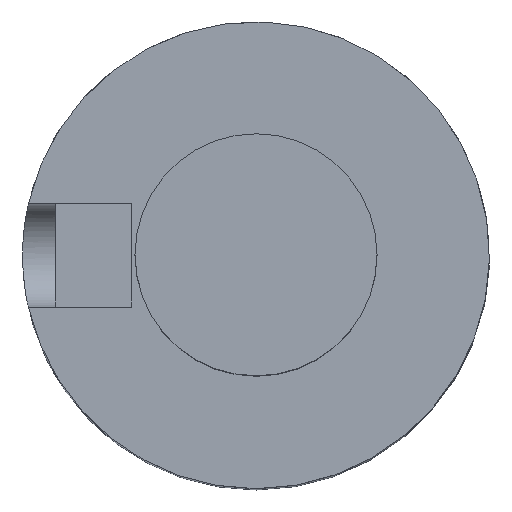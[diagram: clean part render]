
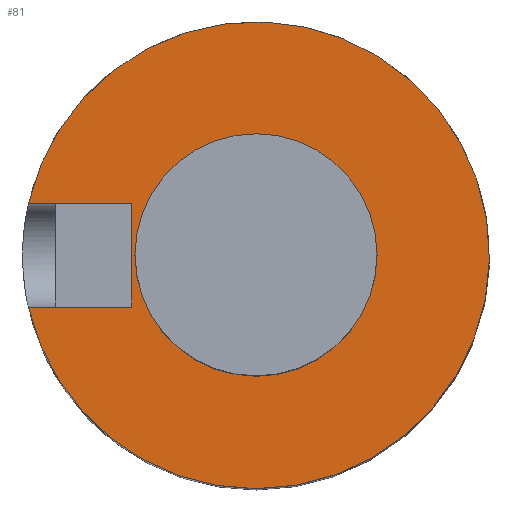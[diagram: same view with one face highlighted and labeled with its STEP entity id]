
A CAD part, top view. The second image highlights one B-rep face of the part: STEP entity #81.
In plain terms, the highlighted planar face has unit normal (0, 0, 1).
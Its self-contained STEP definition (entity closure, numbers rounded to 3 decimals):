
#81=ADVANCED_FACE('',(#125),#103,.F.);
#103=PLANE('',#500);
#125=FACE_OUTER_BOUND('',#150,.T.);
#150=EDGE_LOOP('',(#229,#230,#231,#232,#233));
#172=CIRCLE('',#497,13.5);
#173=CIRCLE('',#498,13.5);
#229=ORIENTED_EDGE('',*,*,#361,.F.);
#230=ORIENTED_EDGE('',*,*,#356,.F.);
#231=ORIENTED_EDGE('',*,*,#360,.F.);
#232=ORIENTED_EDGE('',*,*,#362,.F.);
#233=ORIENTED_EDGE('',*,*,#363,.F.);
#312=VERTEX_POINT('',#729);
#313=VERTEX_POINT('',#730);
#316=VERTEX_POINT('',#778);
#317=VERTEX_POINT('',#782);
#318=VERTEX_POINT('',#784);
#356=EDGE_CURVE('',#312,#313,#172,.T.);
#360=EDGE_CURVE('',#316,#312,#173,.T.);
#361=EDGE_CURVE('',#313,#317,#400,.T.);
#362=EDGE_CURVE('',#318,#316,#401,.T.);
#363=EDGE_CURVE('',#317,#318,#402,.T.);
#400=LINE('',#781,#436);
#401=LINE('',#783,#437);
#402=LINE('',#785,#438);
#436=VECTOR('',#586,1.);
#437=VECTOR('',#587,1.);
#438=VECTOR('',#588,1.);
#497=AXIS2_PLACEMENT_3D('',#728,#580,#581);
#498=AXIS2_PLACEMENT_3D('',#779,#582,#583);
#500=AXIS2_PLACEMENT_3D('',#786,#589,#590);
#580=DIRECTION('',(0.,0.,-1.));
#581=DIRECTION('',(0.,-1.,0.));
#582=DIRECTION('',(0.,0.,-1.));
#583=DIRECTION('',(0.,-1.,0.));
#586=DIRECTION('',(1.,0.,0.));
#587=DIRECTION('',(-1.,0.,0.));
#588=DIRECTION('',(0.,1.,0.));
#589=DIRECTION('',(0.,0.,-1.));
#590=DIRECTION('',(1.,0.,0.));
#728=CARTESIAN_POINT('',(0.,0.,0.));
#729=CARTESIAN_POINT('',(0.,-13.5,0.));
#730=CARTESIAN_POINT('',(-13.162,-3.,0.));
#778=CARTESIAN_POINT('',(-13.162,3.,0.));
#779=CARTESIAN_POINT('',(0.,0.,0.));
#781=CARTESIAN_POINT('',(0.,-3.,0.));
#782=CARTESIAN_POINT('',(-7.2,-3.,0.));
#783=CARTESIAN_POINT('',(0.,3.,0.));
#784=CARTESIAN_POINT('',(-7.2,3.,0.));
#785=CARTESIAN_POINT('',(-7.2,0.,0.));
#786=CARTESIAN_POINT('',(0.,0.,0.));
